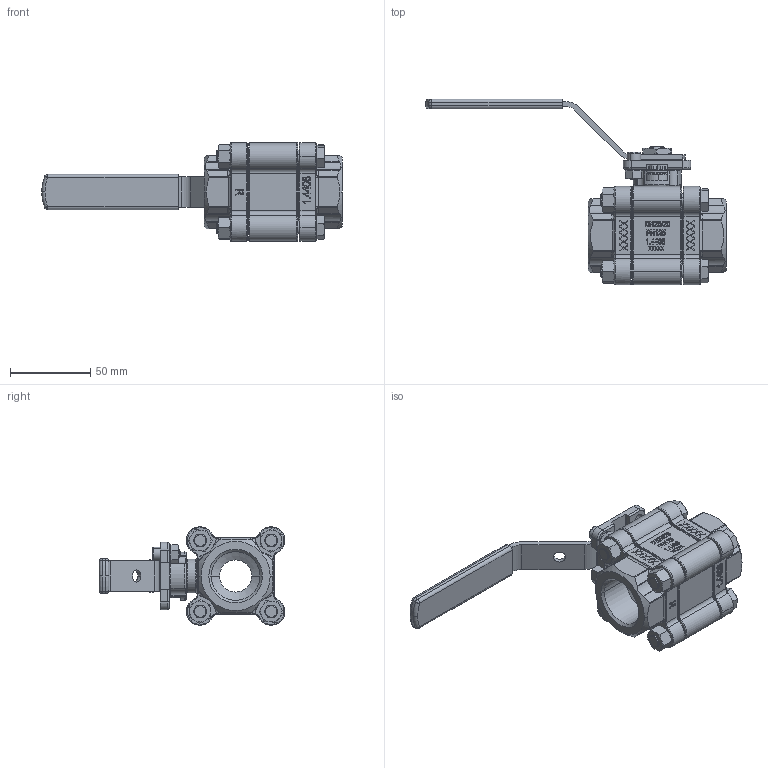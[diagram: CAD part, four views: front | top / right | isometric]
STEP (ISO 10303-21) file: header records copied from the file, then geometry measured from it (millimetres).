
FILE_DESCRIPTION (( 'STEP AP214' ), '1' );
FILE_NAME ('2405D.702R Typ A24D DN25 RB BSPP.STEP', '2019-07-16T08:55:34', ( '' ), ( '' ), 'SwSTEP 2.0', 'SolidWorks 2017', '' );
FILE_SCHEMA (( 'AUTOMOTIVE_DESIGN' ));
Length unit declared in the file: millimetre
Products named in the file (1): 2405D.702R Typ A24D DN25 RB BSPP
Bounding box: 187 x 115.51 x 61.19 mm (x, y, z)
Volume: 173620.2 mm3; surface area: 85495.6 mm2
Topology: 26 solids, 26 shells, 1532 faces, 4162 edges, 2731 vertices
Faces by surface type: plane 504, cylinder 429, bspline 228, cone 196, torus 165, sphere 10
Entity records: 79415 total; most frequent: CARTESIAN_POINT 25534, ORIENTED_EDGE 8196, DIRECTION 6909, EDGE_CURVE 4098, VERTEX_POINT 2725, AXIS2_PLACEMENT_3D 2567, LINE 1775, VECTOR 1775
